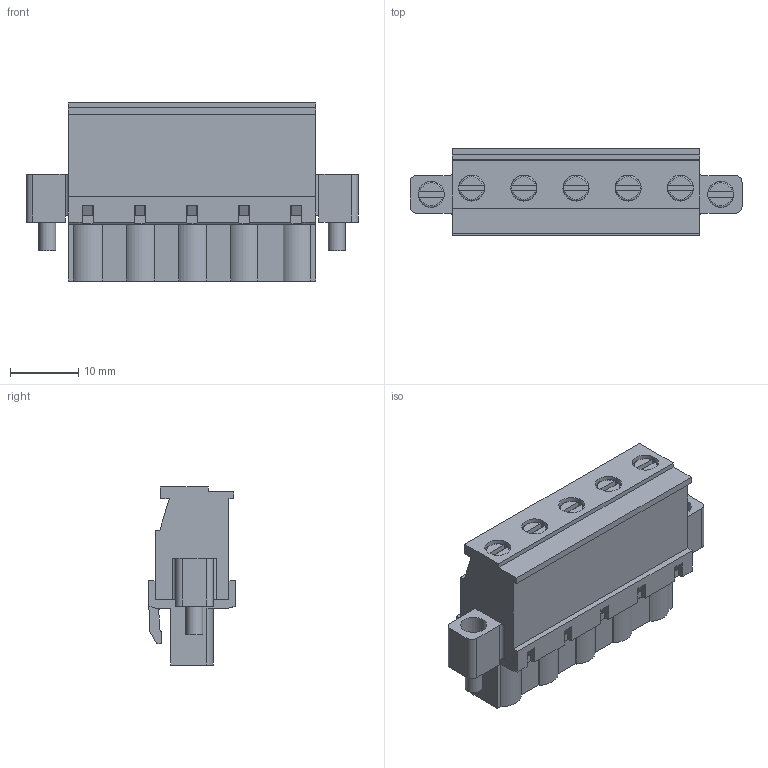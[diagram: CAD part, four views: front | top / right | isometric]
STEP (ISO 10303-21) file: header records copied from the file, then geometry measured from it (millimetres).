
FILE_DESCRIPTION( ( 'Unknown' ), '1' );
FILE_NAME( '691343410005.stp', 'Unknown', ( 'Quentin LAIDEBEUR' ), ( 'WE' ), 'PSStep 15.0.49', 'Sample-box', ' ' );
FILE_SCHEMA( ( 'AUTOMOTIVE_DESIGN { 1 0 10303 214 1 1 1 1 }' ) );
Length unit declared in the file: millimetre
Products named in the file (7): Assem1; vis cage; vis flange; Spring; cage; 691345410005; 691345410005_B
Assembly tree (19 placements, depth 2):
  Assem1
    vis cage  x5
    vis flange  x2
    Spring  x5
    cage  x5
    691345410005
    691345410005_B
Bounding box: 48.48 x 12.6 x 26 mm (x, y, z)
Volume: 5825.9 mm3; surface area: 12012.8 mm2
Topology: 19 solids, 19 shells, 964 faces, 2605 edges, 1698 vertices
Faces by surface type: plane 779, cylinder 154, torus 21, cone 10
Full cylindrical faces by diameter (mm): 1.5 x5, 2.459 x5, 2.5 x2, 2.6 x5, 2.7 x2, 3 x10, 3.7 x5, 3.8 x9
Entity records: 25443 total; most frequent: CARTESIAN_POINT 3599, ORIENTED_EDGE 3472, DIRECTION 3225, EDGE_CURVE 1736, LINE 1559, VECTOR 1559, VERTEX_POINT 1159, AXIS2_PLACEMENT_3D 833
